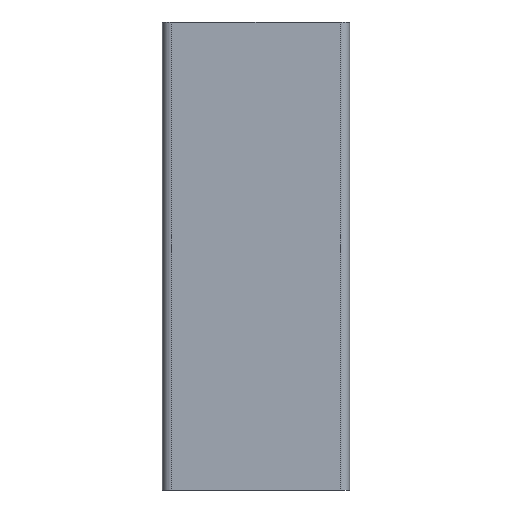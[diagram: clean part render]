
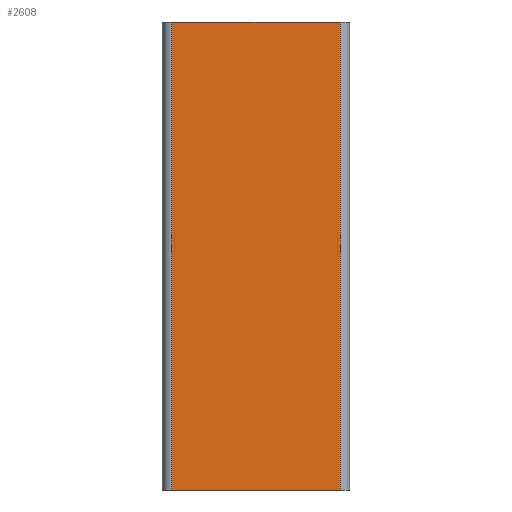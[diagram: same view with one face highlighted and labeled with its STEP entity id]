
A CAD part, left-side view. The second image highlights one B-rep face of the part: STEP entity #2608.
In plain terms, the highlighted planar face has unit normal (-1, 0, 0).
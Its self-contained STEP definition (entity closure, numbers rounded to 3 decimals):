
#344=FACE_OUTER_BOUND('',#479,.T.);
#479=EDGE_LOOP('',(#2263,#2264,#2265,#2266));
#731=LINE('',#4398,#986);
#735=LINE('',#4412,#990);
#737=LINE('',#4418,#992);
#738=LINE('',#4419,#993);
#986=VECTOR('',#3617,36.);
#990=VECTOR('',#3629,100.);
#992=VECTOR('',#3635,100.);
#993=VECTOR('',#3636,36.);
#1245=VERTEX_POINT('',#4395);
#1246=VERTEX_POINT('',#4397);
#1252=VERTEX_POINT('',#4411);
#1254=VERTEX_POINT('',#4417);
#1624=EDGE_CURVE('',#1246,#1245,#731,.T.);
#1631=EDGE_CURVE('',#1252,#1246,#735,.T.);
#1634=EDGE_CURVE('',#1254,#1245,#737,.T.);
#1635=EDGE_CURVE('',#1252,#1254,#738,.T.);
#2263=ORIENTED_EDGE('',*,*,#1624,.T.);
#2264=ORIENTED_EDGE('',*,*,#1634,.F.);
#2265=ORIENTED_EDGE('',*,*,#1635,.F.);
#2266=ORIENTED_EDGE('',*,*,#1631,.T.);
#2480=PLANE('',#2870);
#2608=ADVANCED_FACE('',(#344),#2480,.T.);
#2870=AXIS2_PLACEMENT_3D('',#4416,#3633,#3634);
#3617=DIRECTION('',(0.,1.,0.));
#3629=DIRECTION('',(0.,0.,1.));
#3633=DIRECTION('center_axis',(-1.,0.,0.));
#3634=DIRECTION('ref_axis',(0.,-1.,0.));
#3635=DIRECTION('',(0.,0.,1.));
#3636=DIRECTION('',(0.,1.,0.));
#4395=CARTESIAN_POINT('',(-20.,18.,100.));
#4397=CARTESIAN_POINT('',(-20.,-18.,100.));
#4398=CARTESIAN_POINT('',(-20.,9.,100.));
#4411=CARTESIAN_POINT('',(-20.,-18.,0.));
#4412=CARTESIAN_POINT('',(-20.,-18.,0.));
#4416=CARTESIAN_POINT('Origin',(-20.,18.,0.));
#4417=CARTESIAN_POINT('',(-20.,18.,0.));
#4418=CARTESIAN_POINT('',(-20.,18.,0.));
#4419=CARTESIAN_POINT('',(-20.,9.,0.));
